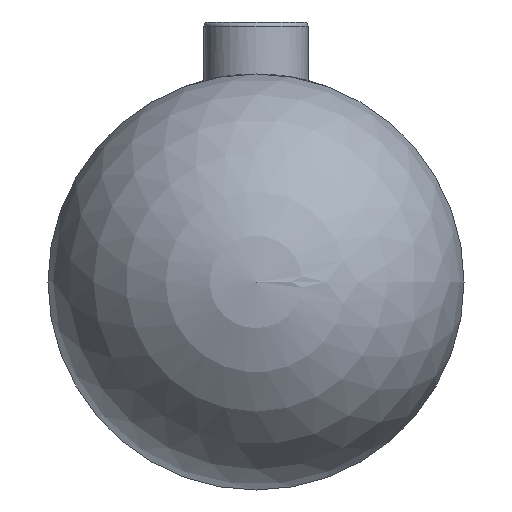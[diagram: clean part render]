
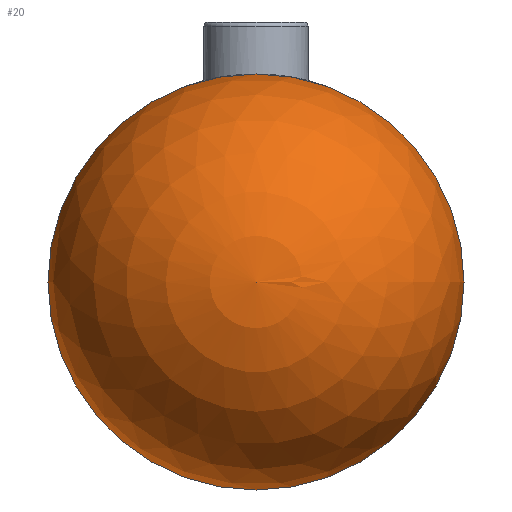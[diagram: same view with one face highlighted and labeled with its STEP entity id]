
A CAD part, front view. The second image highlights one B-rep face of the part: STEP entity #20.
In plain terms, the highlighted spherical face has radius 12 mm.
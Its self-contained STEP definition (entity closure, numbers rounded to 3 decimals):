
#9 = EDGE_CURVE ( 'NONE', #100, #105, #396, .T. ) ;
#10 = EDGE_CURVE ( 'NONE', #105, #100, #390, .T. ) ;
#20 = ADVANCED_FACE ( 'NONE', ( #267 ), #233, .T. ) ;
#100 = VERTEX_POINT ( 'NONE', #339 ) ;
#105 = VERTEX_POINT ( 'NONE', #344 ) ;
#109 = EDGE_LOOP ( 'NONE', ( #137, #128 ) ) ;
#128 = ORIENTED_EDGE ( 'NONE', *, *, #10, .F. ) ;
#137 = ORIENTED_EDGE ( 'NONE', *, *, #9, .F. ) ;
#180 = CARTESIAN_POINT ( 'NONE',  ( 0., 12., 0. ) ) ;
#186 = DIRECTION ( 'NONE',  ( 0., 1., 0. ) ) ;
#192 = DIRECTION ( 'NONE',  ( 0., 0., -1. ) ) ;
#194 = DIRECTION ( 'NONE',  ( 0., 1., 0. ) ) ;
#196 = DIRECTION ( 'NONE',  ( 0., 0., -1. ) ) ;
#207 = CARTESIAN_POINT ( 'NONE',  ( 0., 12., 0. ) ) ;
#233 = SPHERICAL_SURFACE ( 'NONE', #373, 12. ) ;
#261 = CARTESIAN_POINT ( 'NONE',  ( 0., 12., 0. ) ) ;
#267 = FACE_OUTER_BOUND ( 'NONE', #109, .T. ) ;
#270 = DIRECTION ( 'NONE',  ( 1., 0., 0. ) ) ;
#277 = DIRECTION ( 'NONE',  ( 0., 1., 0. ) ) ;
#339 = CARTESIAN_POINT ( 'NONE',  ( 0., 12., -12. ) ) ;
#344 = CARTESIAN_POINT ( 'NONE',  ( 0., 12., 12. ) ) ;
#373 = AXIS2_PLACEMENT_3D ( 'NONE', #261, #277, #270 ) ;
#377 = AXIS2_PLACEMENT_3D ( 'NONE', #180, #186, #192 ) ;
#380 = AXIS2_PLACEMENT_3D ( 'NONE', #207, #194, #196 ) ;
#390 = CIRCLE ( 'NONE', #380, 12. ) ;
#396 = CIRCLE ( 'NONE', #377, 12. ) ;
